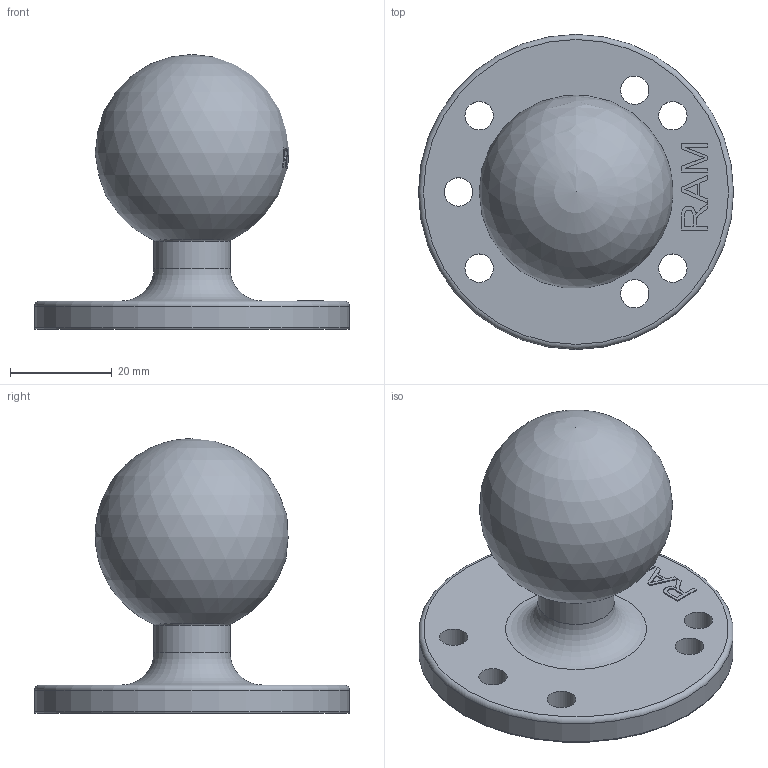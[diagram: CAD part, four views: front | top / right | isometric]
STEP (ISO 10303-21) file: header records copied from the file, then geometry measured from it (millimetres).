
FILE_DESCRIPTION(/* description */ (''),/* implementation_level */ '2;1');
FILE_NAME(/* name */ '04846-000.stp',/* time_stamp */ '2022-03-02T14:29:27+01:00',/* author */ (''),/* organization */ (''),/* preprocessor_version */ 'ST-DEVELOPER v16.701',/* originating_system */ 'SIEMENS PLM Software NX 1946',/* authorisation */ '');
FILE_SCHEMA (('AUTOMOTIVE_DESIGN { 1 0 10303 214 3 1 1 1 }'));
Length unit declared in the file: millimetre
Products named in the file (1): 04846-000
Bounding box: 61.98 x 61.98 x 54.09 mm (x, y, z)
Volume: 46588.5 mm3; surface area: 12424.1 mm2
Topology: 1 solids, 1 shells, 101 faces, 267 edges, 179 vertices
Faces by surface type: plane 63, extrusion 20, cylinder 10, torus 4, sphere 3, cone 1
Full cylindrical faces by diameter (mm): 5 x1, 5.588 x7, 15 x1, 61.976 x1
Entity records: 3480 total; most frequent: CARTESIAN_POINT 1230, ORIENTED_EDGE 482, DIRECTION 358, EDGE_CURVE 241, VERTEX_POINT 169, EDGE_LOOP 142, B_SPLINE_CURVE_WITH_KNOTS 138, AXIS2_PLACEMENT_3D 133
